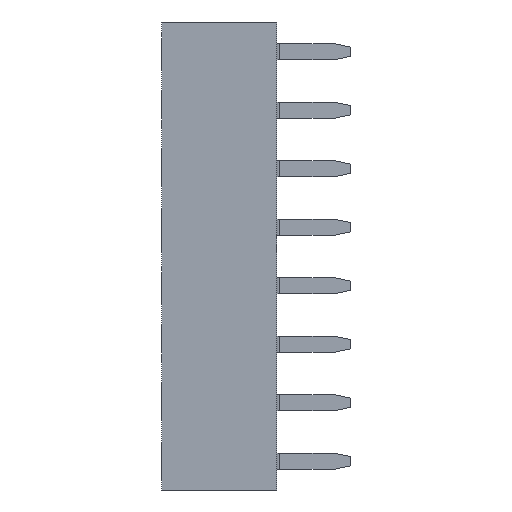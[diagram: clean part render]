
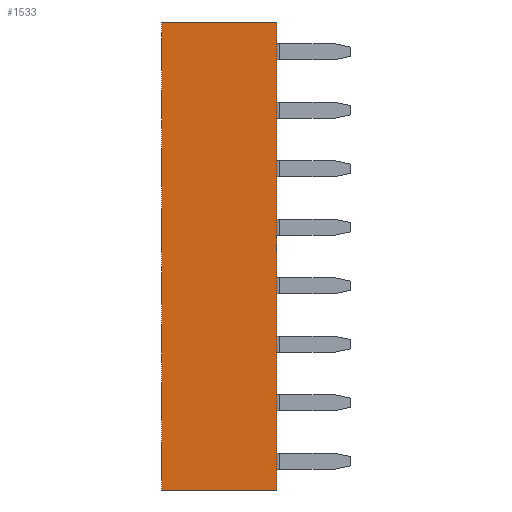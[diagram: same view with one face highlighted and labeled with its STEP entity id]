
A CAD part, left-side view. The second image highlights one B-rep face of the part: STEP entity #1533.
In plain terms, the highlighted planar face has unit normal (-1, 0, 0).
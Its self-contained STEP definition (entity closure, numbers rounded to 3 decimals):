
#8 = ORIENTED_EDGE ( 'NONE', *, *, #1607, .T. ) ;
#16 = VERTEX_POINT ( 'NONE', #2743 ) ;
#85 = EDGE_CURVE ( 'NONE', #1069, #16, #798, .T. ) ;
#367 = VECTOR ( 'NONE', #1209, 1000. ) ;
#479 = CARTESIAN_POINT ( 'NONE',  ( -1.25, -2.5, -30.48 ) ) ;
#509 = DIRECTION ( 'NONE',  ( -1., 0., 0. ) ) ;
#539 = FACE_OUTER_BOUND ( 'NONE', #1375, .T. ) ;
#554 = ORIENTED_EDGE ( 'NONE', *, *, #1289, .T. ) ;
#608 = DIRECTION ( 'NONE',  ( 0., -1., 0. ) ) ;
#677 = CARTESIAN_POINT ( 'NONE',  ( -1.25, 0., -30.48 ) ) ;
#783 = DIRECTION ( 'NONE',  ( 0., 0., -1. ) ) ;
#798 = LINE ( 'NONE', #677, #367 ) ;
#837 = LINE ( 'NONE', #1962, #1994 ) ;
#1069 = VERTEX_POINT ( 'NONE', #479 ) ;
#1209 = DIRECTION ( 'NONE',  ( 0., 1., 0. ) ) ;
#1216 = VERTEX_POINT ( 'NONE', #2379 ) ;
#1288 = VERTEX_POINT ( 'NONE', #2139 ) ;
#1289 = EDGE_CURVE ( 'NONE', #16, #1216, #1844, .T. ) ;
#1298 = EDGE_CURVE ( 'NONE', #1069, #1288, #1741, .T. ) ;
#1375 = EDGE_LOOP ( 'NONE', ( #554, #8, #2291, #1685 ) ) ;
#1473 = CARTESIAN_POINT ( 'NONE',  ( -1.25, -2.5, -40.64 ) ) ;
#1533 = ADVANCED_FACE ( 'NONE', ( #539 ), #2333, .T. ) ;
#1607 = EDGE_CURVE ( 'NONE', #1216, #1288, #837, .T. ) ;
#1643 = DIRECTION ( 'NONE',  ( 0., -1., 0. ) ) ;
#1685 = ORIENTED_EDGE ( 'NONE', *, *, #85, .T. ) ;
#1741 = LINE ( 'NONE', #1473, #2650 ) ;
#1835 = AXIS2_PLACEMENT_3D ( 'NONE', #2557, #509, #1643 ) ;
#1844 = LINE ( 'NONE', #1932, #2364 ) ;
#1932 = CARTESIAN_POINT ( 'NONE',  ( -1.25, 2.5, -40.64 ) ) ;
#1962 = CARTESIAN_POINT ( 'NONE',  ( -1.25, 0., -50.8 ) ) ;
#1994 = VECTOR ( 'NONE', #608, 1000. ) ;
#2139 = CARTESIAN_POINT ( 'NONE',  ( -1.25, -2.5, -50.8 ) ) ;
#2155 = DIRECTION ( 'NONE',  ( 0., 0., -1. ) ) ;
#2291 = ORIENTED_EDGE ( 'NONE', *, *, #1298, .F. ) ;
#2333 = PLANE ( 'NONE',  #1835 ) ;
#2364 = VECTOR ( 'NONE', #2155, 1000. ) ;
#2379 = CARTESIAN_POINT ( 'NONE',  ( -1.25, 2.5, -50.8 ) ) ;
#2557 = CARTESIAN_POINT ( 'NONE',  ( -1.25, 2.5, -50.8 ) ) ;
#2650 = VECTOR ( 'NONE', #783, 1000. ) ;
#2743 = CARTESIAN_POINT ( 'NONE',  ( -1.25, 2.5, -30.48 ) ) ;
